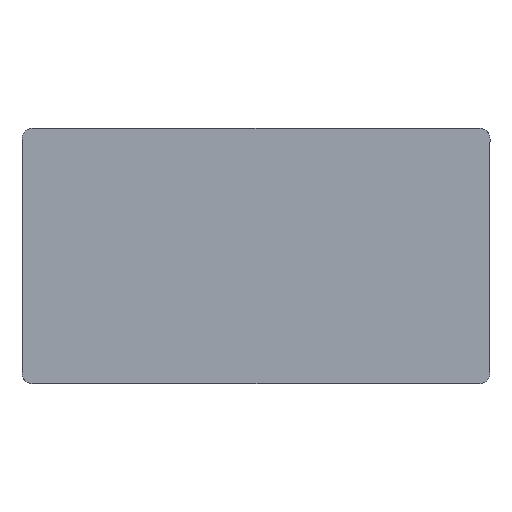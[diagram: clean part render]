
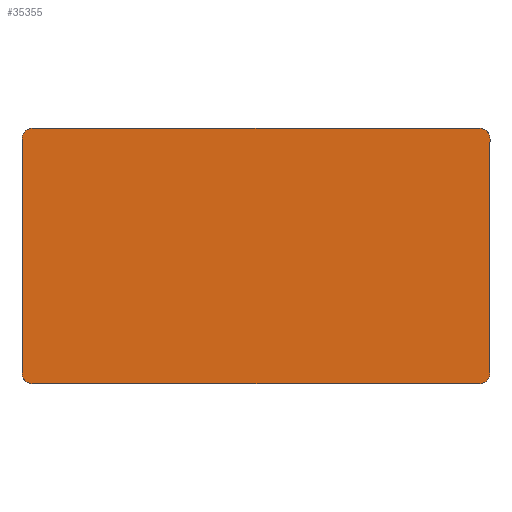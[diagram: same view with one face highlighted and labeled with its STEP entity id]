
A CAD part, front view. The second image highlights one B-rep face of the part: STEP entity #35355.
In plain terms, the highlighted face is planar.
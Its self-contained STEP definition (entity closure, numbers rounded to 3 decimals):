
#135 = EDGE_CURVE ( 'NONE', #31401, #33534, #3743, .T. ) ;
#386 = VERTEX_POINT ( 'NONE', #23902 ) ;
#1141 = VECTOR ( 'NONE', #33513, 1000. ) ;
#1213 = CARTESIAN_POINT ( 'NONE',  ( -55., 175., -119. ) ) ;
#1473 = VECTOR ( 'NONE', #2678, 1000. ) ;
#1989 = ORIENTED_EDGE ( 'NONE', *, *, #23674, .T. ) ;
#2235 = EDGE_LOOP ( 'NONE', ( #34352, #11096, #25562, #20000, #21641, #1989, #19641, #8533 ) ) ;
#2678 = DIRECTION ( 'NONE',  ( 1., 0., 0. ) ) ;
#3575 = LINE ( 'NONE', #17012, #1141 ) ;
#3731 = DIRECTION ( 'NONE',  ( 0., 0., -1. ) ) ;
#3743 = CIRCLE ( 'NONE', #6627, 5. ) ;
#3941 = VERTEX_POINT ( 'NONE', #28737 ) ;
#4511 = EDGE_CURVE ( 'NONE', #13403, #386, #22331, .T. ) ;
#4771 = DIRECTION ( 'NONE',  ( -1., 0., 0. ) ) ;
#5195 = CARTESIAN_POINT ( 'NONE',  ( 60., -40., -119. ) ) ;
#5365 = CARTESIAN_POINT ( 'NONE',  ( -55., 175., -119. ) ) ;
#6390 = CARTESIAN_POINT ( 'NONE',  ( 55., -40., -119. ) ) ;
#6560 = EDGE_CURVE ( 'NONE', #386, #19370, #3575, .T. ) ;
#6627 = AXIS2_PLACEMENT_3D ( 'NONE', #20924, #18585, #7316 ) ;
#6865 = LINE ( 'NONE', #34118, #26889 ) ;
#7316 = DIRECTION ( 'NONE',  ( -1., 0., 0. ) ) ;
#8533 = ORIENTED_EDGE ( 'NONE', *, *, #6560, .T. ) ;
#9989 = CARTESIAN_POINT ( 'NONE',  ( 55., -40., -119. ) ) ;
#10608 = AXIS2_PLACEMENT_3D ( 'NONE', #22913, #3731, #19681 ) ;
#11096 = ORIENTED_EDGE ( 'NONE', *, *, #34383, .T. ) ;
#12675 = FACE_OUTER_BOUND ( 'NONE', #2235, .T. ) ;
#12710 = DIRECTION ( 'NONE',  ( 0., 0., -1. ) ) ;
#13311 = EDGE_CURVE ( 'NONE', #33534, #26814, #35399, .T. ) ;
#13403 = VERTEX_POINT ( 'NONE', #17259 ) ;
#16575 = VECTOR ( 'NONE', #19411, 1000. ) ;
#17012 = CARTESIAN_POINT ( 'NONE',  ( 60., 170., -119. ) ) ;
#17259 = CARTESIAN_POINT ( 'NONE',  ( 55., 175., -119. ) ) ;
#17485 = DIRECTION ( 'NONE',  ( 0., 0., -1. ) ) ;
#17797 = DIRECTION ( 'NONE',  ( -1., 0., 0. ) ) ;
#18264 = DIRECTION ( 'NONE',  ( -1., 0., 0. ) ) ;
#18370 = CARTESIAN_POINT ( 'NONE',  ( -60., -40., -119. ) ) ;
#18585 = DIRECTION ( 'NONE',  ( 0., 0., -1. ) ) ;
#19370 = VERTEX_POINT ( 'NONE', #5195 ) ;
#19411 = DIRECTION ( 'NONE',  ( 0., 1., 0. ) ) ;
#19452 = EDGE_CURVE ( 'NONE', #26814, #19508, #22066, .T. ) ;
#19508 = VERTEX_POINT ( 'NONE', #1213 ) ;
#19641 = ORIENTED_EDGE ( 'NONE', *, *, #4511, .T. ) ;
#19681 = DIRECTION ( 'NONE',  ( -1., 0., 0. ) ) ;
#20000 = ORIENTED_EDGE ( 'NONE', *, *, #13311, .T. ) ;
#20924 = CARTESIAN_POINT ( 'NONE',  ( -55., -40., -119. ) ) ;
#20972 = AXIS2_PLACEMENT_3D ( 'NONE', #6390, #17485, #23586 ) ;
#21641 = ORIENTED_EDGE ( 'NONE', *, *, #19452, .T. ) ;
#22066 = CIRCLE ( 'NONE', #10608, 5. ) ;
#22331 = CIRCLE ( 'NONE', #35515, 5. ) ;
#22913 = CARTESIAN_POINT ( 'NONE',  ( -55., 170., -119. ) ) ;
#23586 = DIRECTION ( 'NONE',  ( -1., 0., 0. ) ) ;
#23674 = EDGE_CURVE ( 'NONE', #19508, #13403, #29946, .T. ) ;
#23902 = CARTESIAN_POINT ( 'NONE',  ( 60., 170., -119. ) ) ;
#24141 = DIRECTION ( 'NONE',  ( 0., 0., -1. ) ) ;
#25421 = CARTESIAN_POINT ( 'NONE',  ( -55., -45., -119. ) ) ;
#25562 = ORIENTED_EDGE ( 'NONE', *, *, #135, .T. ) ;
#26814 = VERTEX_POINT ( 'NONE', #28280 ) ;
#26873 = CARTESIAN_POINT ( 'NONE',  ( 55., 170., -119. ) ) ;
#26889 = VECTOR ( 'NONE', #17797, 1000. ) ;
#27501 = CARTESIAN_POINT ( 'NONE',  ( -60., -40., -119. ) ) ;
#28280 = CARTESIAN_POINT ( 'NONE',  ( -60., 170., -119. ) ) ;
#28737 = CARTESIAN_POINT ( 'NONE',  ( 55., -45., -119. ) ) ;
#29946 = LINE ( 'NONE', #5365, #1473 ) ;
#31401 = VERTEX_POINT ( 'NONE', #25421 ) ;
#31650 = EDGE_CURVE ( 'NONE', #19370, #3941, #32995, .T. ) ;
#32995 = CIRCLE ( 'NONE', #20972, 5. ) ;
#33513 = DIRECTION ( 'NONE',  ( 0., -1., 0. ) ) ;
#33534 = VERTEX_POINT ( 'NONE', #18370 ) ;
#34118 = CARTESIAN_POINT ( 'NONE',  ( 55., -45., -119. ) ) ;
#34352 = ORIENTED_EDGE ( 'NONE', *, *, #31650, .T. ) ;
#34383 = EDGE_CURVE ( 'NONE', #3941, #31401, #6865, .T. ) ;
#34547 = PLANE ( 'NONE',  #35476 ) ;
#35355 = ADVANCED_FACE ( 'NONE', ( #12675 ), #34547, .T. ) ;
#35399 = LINE ( 'NONE', #27501, #16575 ) ;
#35476 = AXIS2_PLACEMENT_3D ( 'NONE', #9989, #24141, #4771 ) ;
#35515 = AXIS2_PLACEMENT_3D ( 'NONE', #26873, #12710, #18264 ) ;
